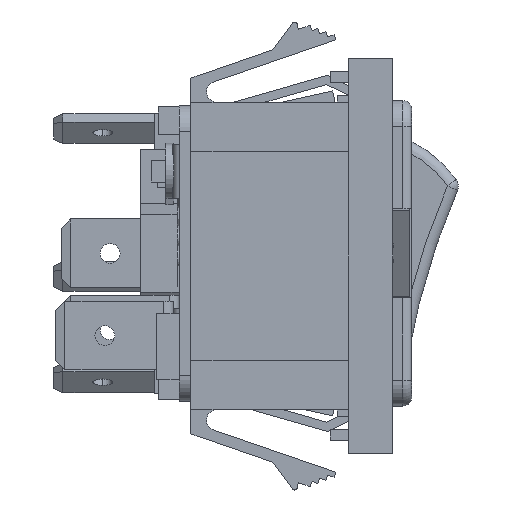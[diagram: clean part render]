
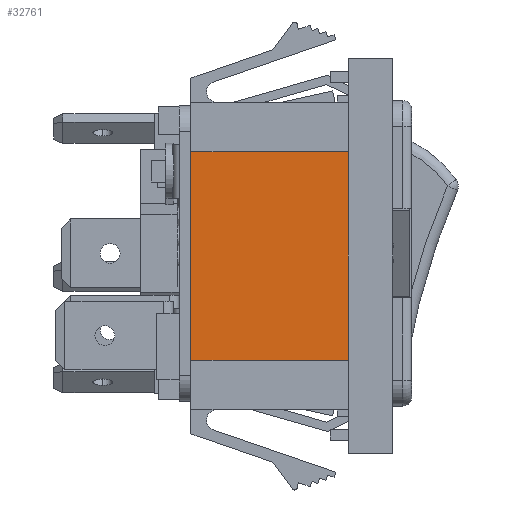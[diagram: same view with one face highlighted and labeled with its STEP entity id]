
A CAD part, front view. The second image highlights one B-rep face of the part: STEP entity #32761.
In plain terms, the highlighted planar face has unit normal (0, -1, 0).
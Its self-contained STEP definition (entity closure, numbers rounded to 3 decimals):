
#1158 = CARTESIAN_POINT ( 'NONE',  ( 0., -27.624, 9.525 ) ) ;
#1941 = EDGE_CURVE ( 'NONE', #7732, #21043, #15094, .T. ) ;
#6369 = DIRECTION ( 'NONE',  ( 1., 0., 0. ) ) ;
#6994 = CARTESIAN_POINT ( 'NONE',  ( 0., -27.624, 9.525 ) ) ;
#7032 = EDGE_CURVE ( 'NONE', #33940, #7732, #11320, .T. ) ;
#7732 = VERTEX_POINT ( 'NONE', #34659 ) ;
#9779 = LINE ( 'NONE', #49287, #10854 ) ;
#10854 = VECTOR ( 'NONE', #6369, 1000. ) ;
#11320 = LINE ( 'NONE', #27542, #25892 ) ;
#12864 = DIRECTION ( 'NONE',  ( 1., 0., 0. ) ) ;
#13899 = VECTOR ( 'NONE', #27623, 1000. ) ;
#15094 = LINE ( 'NONE', #35713, #13899 ) ;
#16807 = FACE_OUTER_BOUND ( 'NONE', #27499, .T. ) ;
#18874 = ORIENTED_EDGE ( 'NONE', *, *, #1941, .T. ) ;
#19966 = CARTESIAN_POINT ( 'NONE',  ( -14.402, -27.624, 9.525 ) ) ;
#21043 = VERTEX_POINT ( 'NONE', #40410 ) ;
#25892 = VECTOR ( 'NONE', #43495, 1000. ) ;
#27499 = EDGE_LOOP ( 'NONE', ( #18874, #47075, #28268, #44243 ) ) ;
#27542 = CARTESIAN_POINT ( 'NONE',  ( -14.402, -27.624, 9.525 ) ) ;
#27623 = DIRECTION ( 'NONE',  ( 1., 0., 0. ) ) ;
#28268 = ORIENTED_EDGE ( 'NONE', *, *, #45824, .F. ) ;
#28290 = EDGE_CURVE ( 'NONE', #37802, #21043, #36476, .T. ) ;
#32761 = ADVANCED_FACE ( 'NONE', ( #16807 ), #40087, .F. ) ;
#33940 = VERTEX_POINT ( 'NONE', #45370 ) ;
#34659 = CARTESIAN_POINT ( 'NONE',  ( -14.402, -27.624, -9.525 ) ) ;
#35713 = CARTESIAN_POINT ( 'NONE',  ( -14.402, -27.624, -9.525 ) ) ;
#35978 = DIRECTION ( 'NONE',  ( 0., 0., -1. ) ) ;
#36476 = LINE ( 'NONE', #1158, #46636 ) ;
#37802 = VERTEX_POINT ( 'NONE', #6994 ) ;
#40087 = PLANE ( 'NONE',  #40825 ) ;
#40410 = CARTESIAN_POINT ( 'NONE',  ( 0., -27.624, -9.525 ) ) ;
#40825 = AXIS2_PLACEMENT_3D ( 'NONE', #19966, #44270, #12864 ) ;
#43495 = DIRECTION ( 'NONE',  ( 0., 0., -1. ) ) ;
#44243 = ORIENTED_EDGE ( 'NONE', *, *, #7032, .T. ) ;
#44270 = DIRECTION ( 'NONE',  ( 0., 1., 0. ) ) ;
#45370 = CARTESIAN_POINT ( 'NONE',  ( -14.402, -27.624, 9.525 ) ) ;
#45824 = EDGE_CURVE ( 'NONE', #33940, #37802, #9779, .T. ) ;
#46636 = VECTOR ( 'NONE', #35978, 1000. ) ;
#47075 = ORIENTED_EDGE ( 'NONE', *, *, #28290, .F. ) ;
#49287 = CARTESIAN_POINT ( 'NONE',  ( -14.402, -27.624, 9.525 ) ) ;
